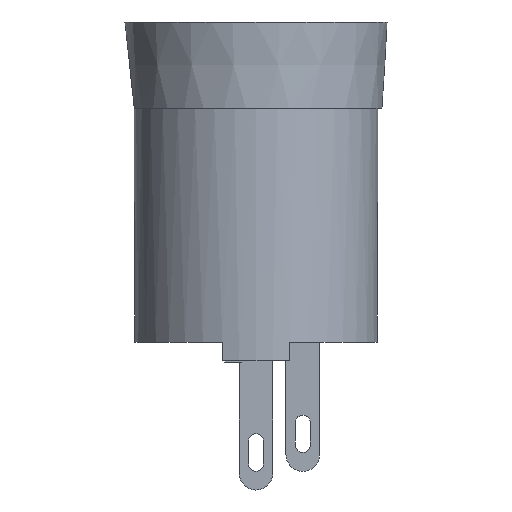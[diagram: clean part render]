
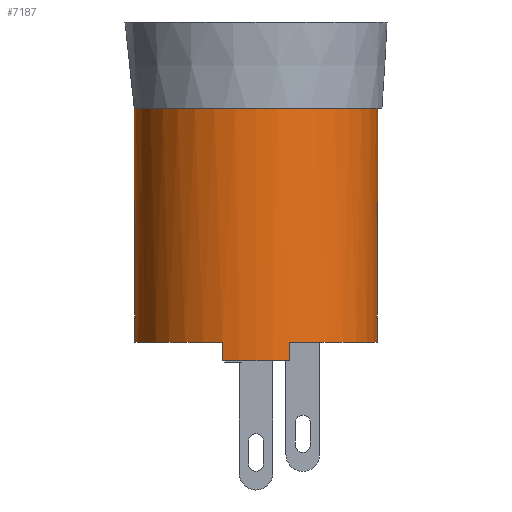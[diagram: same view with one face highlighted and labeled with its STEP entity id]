
A CAD part, front view. The second image highlights one B-rep face of the part: STEP entity #7187.
In plain terms, the highlighted cylindrical face has radius 6.5 mm (diameter 13 mm), a full revolution.
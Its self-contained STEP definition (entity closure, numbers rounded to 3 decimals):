
#226=CYLINDRICAL_SURFACE('',#7593,6.5);
#628=FACE_OUTER_BOUND('',#1038,.T.);
#1038=EDGE_LOOP('',(#6477,#6478,#6479,#6480,#6481,#6482,#6483,#6484,#6485,
#6486,#6487,#6488,#6489));
#1109=CIRCLE('',#7511,6.5);
#1110=CIRCLE('',#7512,6.5);
#1111=CIRCLE('',#7587,6.5);
#1112=CIRCLE('',#7590,6.5);
#1113=CIRCLE('',#7591,6.5);
#1114=CIRCLE('',#7594,6.5);
#1115=CIRCLE('',#7595,6.5);
#1957=LINE('',#12040,#2805);
#1958=LINE('',#12041,#2806);
#1959=LINE('',#12042,#2807);
#1960=LINE('',#12043,#2808);
#1961=LINE('',#12044,#2809);
#2805=VECTOR('',#9227,6.5);
#2806=VECTOR('',#9228,10.);
#2807=VECTOR('',#9229,10.);
#2808=VECTOR('',#9230,10.);
#2809=VECTOR('',#9231,10.);
#3098=VERTEX_POINT('',#10107);
#3393=VERTEX_POINT('',#11698);
#3394=VERTEX_POINT('',#11700);
#3399=VERTEX_POINT('',#11711);
#3400=VERTEX_POINT('',#11713);
#3479=VERTEX_POINT('',#12013);
#3480=VERTEX_POINT('',#12015);
#3483=VERTEX_POINT('',#12025);
#3484=VERTEX_POINT('',#12027);
#3485=VERTEX_POINT('',#12029);
#3487=VERTEX_POINT('',#12037);
#4328=EDGE_CURVE('',#3393,#3394,#1109,.T.);
#4335=EDGE_CURVE('',#3399,#3400,#1110,.T.);
#4483=EDGE_CURVE('',#3479,#3480,#1111,.T.);
#4489=EDGE_CURVE('',#3483,#3484,#1112,.T.);
#4490=EDGE_CURVE('',#3484,#3485,#1113,.T.);
#4494=EDGE_CURVE('',#3098,#3487,#1114,.T.);
#4495=EDGE_CURVE('',#3487,#3098,#1115,.T.);
#4496=EDGE_CURVE('',#3487,#3484,#1957,.T.);
#4497=EDGE_CURVE('',#3394,#3483,#1958,.T.);
#4498=EDGE_CURVE('',#3393,#3480,#1959,.T.);
#4499=EDGE_CURVE('',#3400,#3479,#1960,.T.);
#4500=EDGE_CURVE('',#3399,#3485,#1961,.T.);
#6477=ORIENTED_EDGE('',*,*,#4494,.F.);
#6478=ORIENTED_EDGE('',*,*,#4495,.F.);
#6479=ORIENTED_EDGE('',*,*,#4496,.T.);
#6480=ORIENTED_EDGE('',*,*,#4489,.F.);
#6481=ORIENTED_EDGE('',*,*,#4497,.F.);
#6482=ORIENTED_EDGE('',*,*,#4328,.F.);
#6483=ORIENTED_EDGE('',*,*,#4498,.T.);
#6484=ORIENTED_EDGE('',*,*,#4483,.F.);
#6485=ORIENTED_EDGE('',*,*,#4499,.F.);
#6486=ORIENTED_EDGE('',*,*,#4335,.F.);
#6487=ORIENTED_EDGE('',*,*,#4500,.T.);
#6488=ORIENTED_EDGE('',*,*,#4490,.F.);
#6489=ORIENTED_EDGE('',*,*,#4496,.F.);
#7187=ADVANCED_FACE('',(#628),#226,.T.);
#7511=AXIS2_PLACEMENT_3D('',#11701,#8896,#8897);
#7512=AXIS2_PLACEMENT_3D('',#11714,#8904,#8905);
#7587=AXIS2_PLACEMENT_3D('',#12016,#9201,#9202);
#7590=AXIS2_PLACEMENT_3D('',#12028,#9212,#9213);
#7591=AXIS2_PLACEMENT_3D('',#12030,#9214,#9215);
#7593=AXIS2_PLACEMENT_3D('',#12036,#9221,#9222);
#7594=AXIS2_PLACEMENT_3D('',#12038,#9223,#9224);
#7595=AXIS2_PLACEMENT_3D('',#12039,#9225,#9226);
#8896=DIRECTION('center_axis',(0.,0.,
-1.));
#8897=DIRECTION('ref_axis',(0.,-1.,0.));
#8904=DIRECTION('center_axis',(0.,0.,
-1.));
#8905=DIRECTION('ref_axis',(0.,-1.,0.));
#9201=DIRECTION('center_axis',(0.,0.,
-1.));
#9202=DIRECTION('ref_axis',(-0.277,-0.961,0.));
#9212=DIRECTION('center_axis',(0.,0.,
-1.));
#9213=DIRECTION('ref_axis',(-0.277,-0.961,0.));
#9214=DIRECTION('center_axis',(0.,0.,
-1.));
#9215=DIRECTION('ref_axis',(-0.277,-0.961,0.));
#9221=DIRECTION('center_axis',(0.,0.,
1.));
#9222=DIRECTION('ref_axis',(0.,-1.,0.));
#9223=DIRECTION('center_axis',(0.,0.,
1.));
#9224=DIRECTION('ref_axis',(0.,-1.,0.));
#9225=DIRECTION('center_axis',(0.,0.,
1.));
#9226=DIRECTION('ref_axis',(0.,-1.,0.));
#9227=DIRECTION('',(0.,0.,-1.));
#9228=DIRECTION('',(0.,0.,-1.));
#9229=DIRECTION('',(0.,0.,-1.));
#9230=DIRECTION('',(0.,0.,-1.));
#9231=DIRECTION('',(0.,0.,-1.));
#10107=CARTESIAN_POINT('',(-6.5,0.,12.5));
#11698=CARTESIAN_POINT('',(-1.8,-6.246,0.));
#11700=CARTESIAN_POINT('',(-1.8,6.246,0.));
#11701=CARTESIAN_POINT('Origin',(0.,0.,
0.));
#11711=CARTESIAN_POINT('',(1.8,6.246,0.));
#11713=CARTESIAN_POINT('',(1.8,-6.246,0.));
#11714=CARTESIAN_POINT('Origin',(0.,0.,
0.));
#12013=CARTESIAN_POINT('',(1.8,-6.246,-1.));
#12015=CARTESIAN_POINT('',(-1.8,-6.246,-1.));
#12016=CARTESIAN_POINT('Origin',(0.,0.,
-1.));
#12025=CARTESIAN_POINT('',(-1.8,6.246,-1.));
#12027=CARTESIAN_POINT('',(0.,6.5,-1.));
#12028=CARTESIAN_POINT('Origin',(0.,0.,
-1.));
#12029=CARTESIAN_POINT('',(1.8,6.246,-1.));
#12030=CARTESIAN_POINT('Origin',(0.,0.,
-1.));
#12036=CARTESIAN_POINT('Origin',(0.,0.,
0.));
#12037=CARTESIAN_POINT('',(0.,6.5,12.5));
#12038=CARTESIAN_POINT('Origin',(0.,0.,
12.5));
#12039=CARTESIAN_POINT('Origin',(0.,0.,
12.5));
#12040=CARTESIAN_POINT('',(0.,6.5,0.));
#12041=CARTESIAN_POINT('',(-1.8,6.246,0.));
#12042=CARTESIAN_POINT('',(-1.8,-6.246,0.));
#12043=CARTESIAN_POINT('',(1.8,-6.246,0.));
#12044=CARTESIAN_POINT('',(1.8,6.246,0.));
